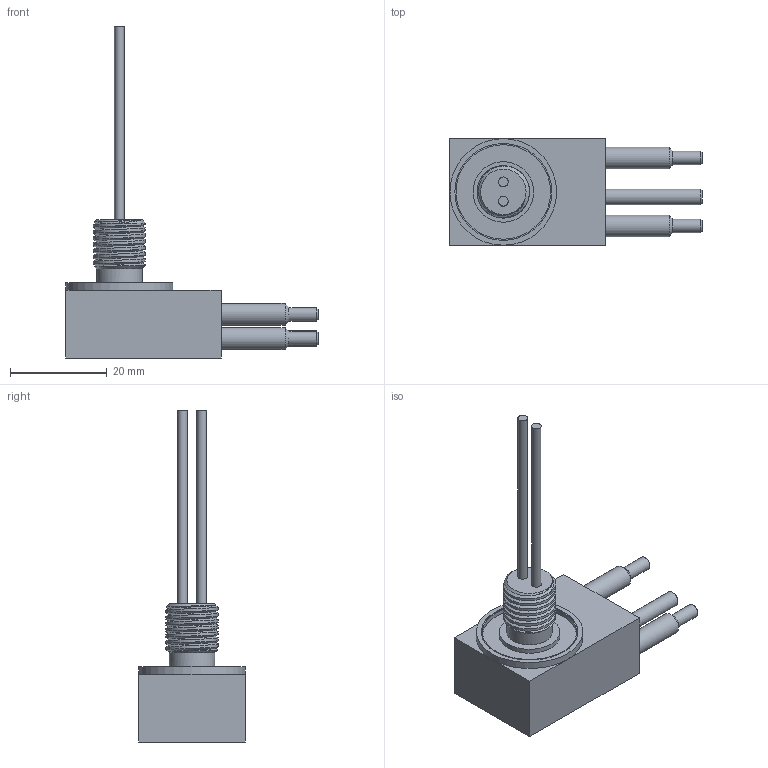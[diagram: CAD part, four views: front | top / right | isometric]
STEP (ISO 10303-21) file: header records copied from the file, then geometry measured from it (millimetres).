
FILE_DESCRIPTION(/* description */ (''),/* implementation_level */ '2;1');
FILE_NAME(/* name */ 'LPBH 2M.stp',/* time_stamp */ '2014-11-24T13:34:56+01:00',/* author */ ('sh'),/* organization */ (''),/* preprocessor_version */ 'ST-DEVELOPER v15.2',/* originating_system */ 'Autodesk Inventor 2014',/* authorisation */ '');
FILE_SCHEMA (('AUTOMOTIVE_DESIGN { 1 0 10303 214 3 1 1 }'));
Length unit declared in the file: millimetre
Products named in the file (1): LPBH 2M
Bounding box: 52 x 22 x 68.5 mm (x, y, z)
Volume: 12227.5 mm3; surface area: 4917.6 mm2
Topology: 1 solids, 1 shells, 194 faces, 500 edges, 331 vertices
Faces by surface type: plane 92, bspline 82, cylinder 13, cone 7
Full cylindrical faces by diameter (mm): 2 x2, 2.8 x2, 3.2 x1, 4.5 x2, 9.4 x1, 12.5 x1, 19.5 x1, 20 x1, 22 x1
Entity records: 7788 total; most frequent: CARTESIAN_POINT 3598, ORIENTED_EDGE 952, DIRECTION 569, EDGE_CURVE 476, VERTEX_POINT 326, LINE 275, VECTOR 275, EDGE_LOOP 236
